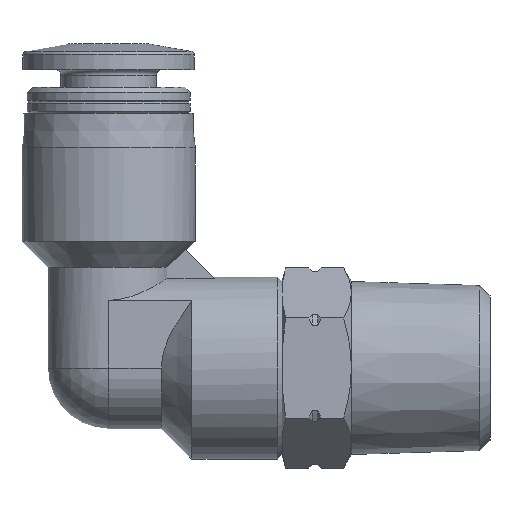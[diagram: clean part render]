
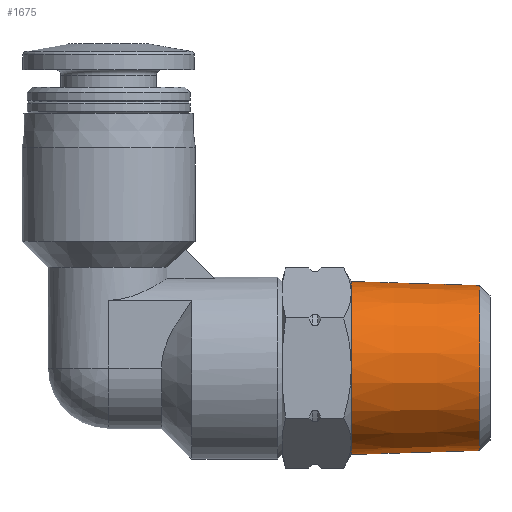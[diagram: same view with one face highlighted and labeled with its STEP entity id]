
A CAD part, left-side view. The second image highlights one B-rep face of the part: STEP entity #1675.
In plain terms, the highlighted conical face has half-angle 1.788 degrees and reference radius 4.989 mm.
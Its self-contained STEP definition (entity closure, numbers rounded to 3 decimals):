
#203=CONICAL_SURFACE('',#1812,4.989,0.031);
#245=CIRCLE('',#1779,4.989);
#259=CIRCLE('',#1813,4.758);
#554=ORIENTED_EDGE('',*,*,#715,.F.);
#555=ORIENTED_EDGE('',*,*,#701,.T.);
#701=EDGE_CURVE('',#820,#820,#245,.T.);
#715=EDGE_CURVE('',#821,#821,#259,.T.);
#820=VERTEX_POINT('',#2592);
#821=VERTEX_POINT('',#2627);
#923=EDGE_LOOP('',(#554));
#924=EDGE_LOOP('',(#555));
#1031=FACE_BOUND('',#923,.T.);
#1032=FACE_BOUND('',#924,.T.);
#1675=ADVANCED_FACE('',(#1031,#1032),#203,.T.);
#1779=AXIS2_PLACEMENT_3D('',#2591,#2047,#2048);
#1812=AXIS2_PLACEMENT_3D('',#2625,#2113,#2114);
#1813=AXIS2_PLACEMENT_3D('',#2626,#2115,#2116);
#2047=DIRECTION('',(0.,-1.,0.));
#2048=DIRECTION('',(0.,0.,-1.));
#2113=DIRECTION('',(0.,1.,0.));
#2114=DIRECTION('',(0.,0.,1.));
#2115=DIRECTION('',(0.,-1.,0.));
#2116=DIRECTION('',(0.,0.,-1.));
#2591=CARTESIAN_POINT('',(0.,0.,0.));
#2592=CARTESIAN_POINT('',(0.,0.,-4.989));
#2625=CARTESIAN_POINT('',(0.,0.,0.));
#2626=CARTESIAN_POINT('',(0.,-7.4,0.));
#2627=CARTESIAN_POINT('',(0.,-7.4,-4.758));
